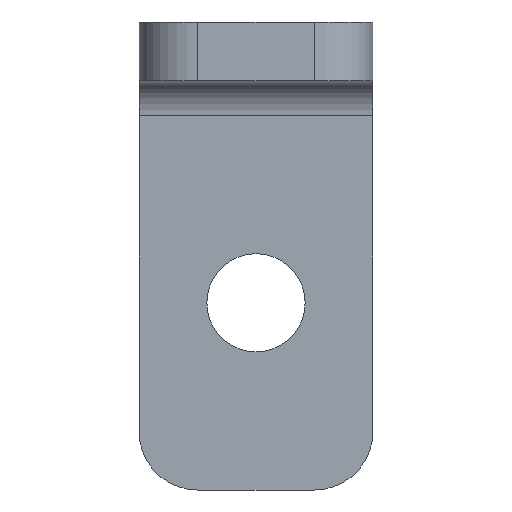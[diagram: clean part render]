
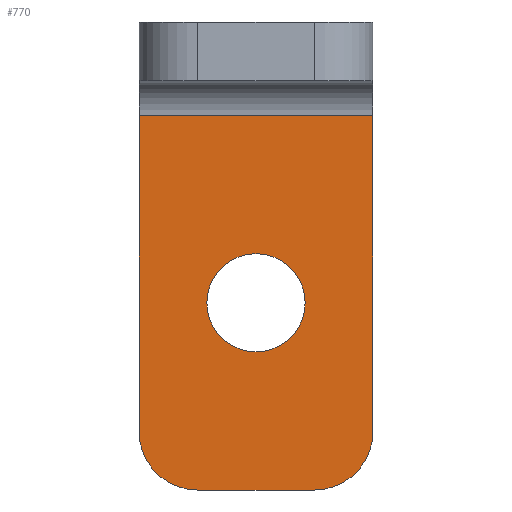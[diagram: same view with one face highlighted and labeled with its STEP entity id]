
A CAD part, front view. The second image highlights one B-rep face of the part: STEP entity #770.
In plain terms, the highlighted planar face has unit normal (0, -1, 0).
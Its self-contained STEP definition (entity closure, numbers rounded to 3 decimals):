
#22 = DIRECTION ( 'NONE',  ( 0., -1., 0. ) ) ;
#29 = EDGE_LOOP ( 'NONE', ( #919, #567 ) ) ;
#44 = EDGE_CURVE ( 'NONE', #832, #523, #251, .T. ) ;
#47 = DIRECTION ( 'NONE',  ( 0., 1., 0. ) ) ;
#57 = CARTESIAN_POINT ( 'NONE',  ( -5., 12.5, -20. ) ) ;
#88 = AXIS2_PLACEMENT_3D ( 'NONE', #673, #202, #115 ) ;
#91 = CIRCLE ( 'NONE', #144, 2.1 ) ;
#94 = CARTESIAN_POINT ( 'NONE',  ( -5., 12.5, -4. ) ) ;
#100 = PLANE ( 'NONE',  #583 ) ;
#115 = DIRECTION ( 'NONE',  ( 0., 0., 1. ) ) ;
#125 = EDGE_CURVE ( 'NONE', #365, #219, #690, .T. ) ;
#144 = AXIS2_PLACEMENT_3D ( 'NONE', #347, #47, #684 ) ;
#146 = DIRECTION ( 'NONE',  ( -1., 0., 0. ) ) ;
#188 = DIRECTION ( 'NONE',  ( 0., 0., -1. ) ) ;
#198 = ORIENTED_EDGE ( 'NONE', *, *, #845, .F. ) ;
#201 = EDGE_CURVE ( 'NONE', #688, #242, #91, .T. ) ;
#202 = DIRECTION ( 'NONE',  ( 0., 1., 0. ) ) ;
#219 = VERTEX_POINT ( 'NONE', #285 ) ;
#237 = AXIS2_PLACEMENT_3D ( 'NONE', #243, #22, #804 ) ;
#242 = VERTEX_POINT ( 'NONE', #290 ) ;
#243 = CARTESIAN_POINT ( 'NONE',  ( -2.5, 12.5, -17.5 ) ) ;
#249 = CARTESIAN_POINT ( 'NONE',  ( -5., 12.5, -2.5 ) ) ;
#251 = CIRCLE ( 'NONE', #237, 2.5 ) ;
#285 = CARTESIAN_POINT ( 'NONE',  ( 5., 12.5, -17.5 ) ) ;
#290 = CARTESIAN_POINT ( 'NONE',  ( 0., 12.5, -14.1 ) ) ;
#325 = DIRECTION ( 'NONE',  ( 1., 0., 0. ) ) ;
#335 = EDGE_CURVE ( 'NONE', #832, #792, #716, .T. ) ;
#347 = CARTESIAN_POINT ( 'NONE',  ( 0., 12.5, -12. ) ) ;
#365 = VERTEX_POINT ( 'NONE', #397 ) ;
#366 = AXIS2_PLACEMENT_3D ( 'NONE', #734, #659, #188 ) ;
#375 = CIRCLE ( 'NONE', #88, 2.1 ) ;
#384 = CARTESIAN_POINT ( 'NONE',  ( 0., 12.5, -9.9 ) ) ;
#397 = CARTESIAN_POINT ( 'NONE',  ( 2.5, 12.5, -20. ) ) ;
#403 = DIRECTION ( 'NONE',  ( 0., 0., 1. ) ) ;
#409 = DIRECTION ( 'NONE',  ( 0., 0., -1. ) ) ;
#411 = VECTOR ( 'NONE', #146, 1000. ) ;
#446 = EDGE_LOOP ( 'NONE', ( #943, #488, #198, #939, #903, #503 ) ) ;
#448 = VECTOR ( 'NONE', #403, 1000. ) ;
#458 = VECTOR ( 'NONE', #955, 1000. ) ;
#488 = ORIENTED_EDGE ( 'NONE', *, *, #125, .T. ) ;
#503 = ORIENTED_EDGE ( 'NONE', *, *, #44, .T. ) ;
#523 = VERTEX_POINT ( 'NONE', #1003 ) ;
#561 = CARTESIAN_POINT ( 'NONE',  ( 0., 12.5, 0. ) ) ;
#567 = ORIENTED_EDGE ( 'NONE', *, *, #898, .T. ) ;
#583 = AXIS2_PLACEMENT_3D ( 'NONE', #561, #891, #409 ) ;
#585 = EDGE_CURVE ( 'NONE', #792, #999, #728, .T. ) ;
#647 = CARTESIAN_POINT ( 'NONE',  ( -5., 12.5, -17.5 ) ) ;
#659 = DIRECTION ( 'NONE',  ( 0., -1., 0. ) ) ;
#673 = CARTESIAN_POINT ( 'NONE',  ( 0., 12.5, -12. ) ) ;
#684 = DIRECTION ( 'NONE',  ( 0., 0., 1. ) ) ;
#688 = VERTEX_POINT ( 'NONE', #384 ) ;
#690 = CIRCLE ( 'NONE', #366, 2.5 ) ;
#716 = LINE ( 'NONE', #249, #448 ) ;
#721 = FACE_OUTER_BOUND ( 'NONE', #446, .T. ) ;
#724 = EDGE_CURVE ( 'NONE', #365, #523, #788, .T. ) ;
#728 = LINE ( 'NONE', #94, #808 ) ;
#734 = CARTESIAN_POINT ( 'NONE',  ( 2.5, 12.5, -17.5 ) ) ;
#770 = ADVANCED_FACE ( 'NONE', ( #810, #721 ), #100, .T. ) ;
#788 = LINE ( 'NONE', #57, #411 ) ;
#792 = VERTEX_POINT ( 'NONE', #878 ) ;
#804 = DIRECTION ( 'NONE',  ( 0., 0., -1. ) ) ;
#808 = VECTOR ( 'NONE', #325, 1000. ) ;
#810 = FACE_BOUND ( 'NONE', #29, .T. ) ;
#832 = VERTEX_POINT ( 'NONE', #647 ) ;
#845 = EDGE_CURVE ( 'NONE', #999, #219, #948, .T. ) ;
#847 = CARTESIAN_POINT ( 'NONE',  ( 5., 12.5, -4. ) ) ;
#878 = CARTESIAN_POINT ( 'NONE',  ( -5., 12.5, -4. ) ) ;
#887 = CARTESIAN_POINT ( 'NONE',  ( 5., 12.5, -20. ) ) ;
#891 = DIRECTION ( 'NONE',  ( 0., -1., 0. ) ) ;
#898 = EDGE_CURVE ( 'NONE', #242, #688, #375, .T. ) ;
#903 = ORIENTED_EDGE ( 'NONE', *, *, #335, .F. ) ;
#919 = ORIENTED_EDGE ( 'NONE', *, *, #201, .T. ) ;
#939 = ORIENTED_EDGE ( 'NONE', *, *, #585, .F. ) ;
#943 = ORIENTED_EDGE ( 'NONE', *, *, #724, .F. ) ;
#948 = LINE ( 'NONE', #887, #458 ) ;
#955 = DIRECTION ( 'NONE',  ( 0., 0., -1. ) ) ;
#999 = VERTEX_POINT ( 'NONE', #847 ) ;
#1003 = CARTESIAN_POINT ( 'NONE',  ( -2.5, 12.5, -20. ) ) ;
